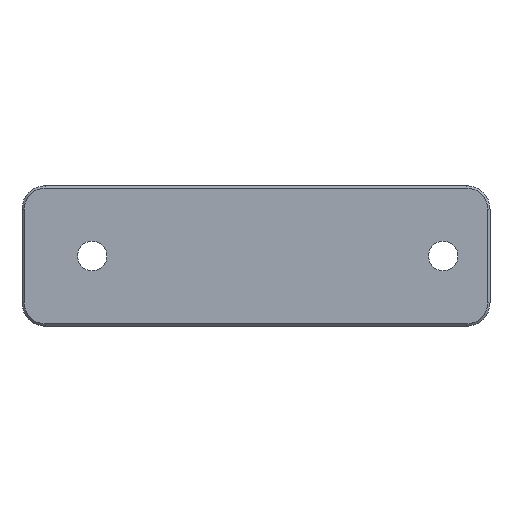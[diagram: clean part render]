
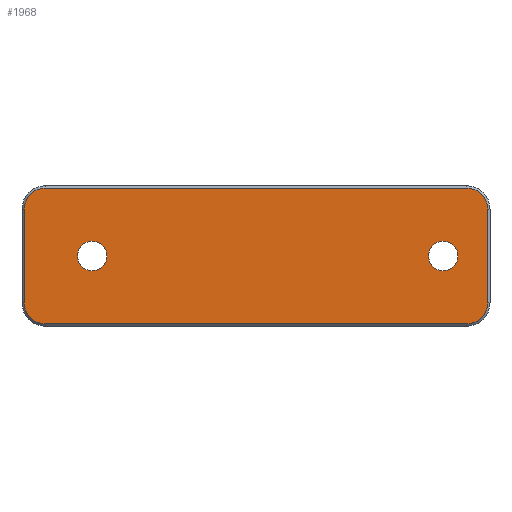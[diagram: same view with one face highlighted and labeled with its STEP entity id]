
A CAD part, left-side view. The second image highlights one B-rep face of the part: STEP entity #1968.
In plain terms, the highlighted planar face has unit normal (-1, 0, 0).
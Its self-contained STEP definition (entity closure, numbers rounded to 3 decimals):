
#47=AXIS2_PLACEMENT_3D('Circle Axis2P3D',#45,#46,$) ;
#73=AXIS2_PLACEMENT_3D('Circle Axis2P3D',#71,#72,$) ;
#413=AXIS2_PLACEMENT_3D('Circle Axis2P3D',#411,#412,$) ;
#439=AXIS2_PLACEMENT_3D('Circle Axis2P3D',#437,#438,$) ;
#1892=AXIS2_PLACEMENT_3D('Plane Axis2P3D',#1889,#1890,#1891) ;
#1896=AXIS2_PLACEMENT_3D('Circle Axis2P3D',#1894,#1895,$) ;
#1912=AXIS2_PLACEMENT_3D('Circle Axis2P3D',#1910,#1911,$) ;
#1926=AXIS2_PLACEMENT_3D('Circle Axis2P3D',#1924,#1925,$) ;
#1940=AXIS2_PLACEMENT_3D('Circle Axis2P3D',#1938,#1939,$) ;
#40=CARTESIAN_POINT('Vertex',(15.,31.85,215.)) ;
#45=CARTESIAN_POINT('Axis2P3D Location',(15.,35.,215.)) ;
#49=CARTESIAN_POINT('Vertex',(15.,38.15,215.)) ;
#71=CARTESIAN_POINT('Axis2P3D Location',(15.,35.,215.)) ;
#406=CARTESIAN_POINT('Vertex',(15.,-43.15,215.)) ;
#411=CARTESIAN_POINT('Axis2P3D Location',(15.,-40.,215.)) ;
#415=CARTESIAN_POINT('Vertex',(15.,-36.85,215.)) ;
#437=CARTESIAN_POINT('Axis2P3D Location',(15.,-40.,215.)) ;
#1889=CARTESIAN_POINT('Axis2P3D Location',(15.,0.,0.)) ;
#1894=CARTESIAN_POINT('Axis2P3D Location',(15.,-45.,225.)) ;
#1898=CARTESIAN_POINT('Vertex',(15.,-45.,229.5)) ;
#1900=CARTESIAN_POINT('Vertex',(15.,-49.5,225.)) ;
#1903=CARTESIAN_POINT('Line Origine',(15.,0.,229.5)) ;
#1907=CARTESIAN_POINT('Vertex',(15.,45.,229.5)) ;
#1910=CARTESIAN_POINT('Axis2P3D Location',(15.,45.,225.)) ;
#1914=CARTESIAN_POINT('Vertex',(15.,49.5,225.)) ;
#1917=CARTESIAN_POINT('Line Origine',(15.,49.5,215.)) ;
#1921=CARTESIAN_POINT('Vertex',(15.,49.5,205.)) ;
#1924=CARTESIAN_POINT('Axis2P3D Location',(15.,45.,205.)) ;
#1928=CARTESIAN_POINT('Vertex',(15.,45.,200.5)) ;
#1931=CARTESIAN_POINT('Line Origine',(15.,0.,200.5)) ;
#1935=CARTESIAN_POINT('Vertex',(15.,-45.,200.5)) ;
#1938=CARTESIAN_POINT('Axis2P3D Location',(15.,-45.,205.)) ;
#1942=CARTESIAN_POINT('Vertex',(15.,-49.5,205.)) ;
#1945=CARTESIAN_POINT('Line Origine',(15.,-49.5,215.)) ;
#46=DIRECTION('Axis2P3D Direction',(-1.,0.,0.)) ;
#72=DIRECTION('Axis2P3D Direction',(-1.,0.,0.)) ;
#412=DIRECTION('Axis2P3D Direction',(-1.,0.,0.)) ;
#438=DIRECTION('Axis2P3D Direction',(-1.,0.,0.)) ;
#1890=DIRECTION('Axis2P3D Direction',(-1.,0.,0.)) ;
#1891=DIRECTION('Axis2P3D XDirection',(0.,-1.,0.)) ;
#1895=DIRECTION('Axis2P3D Direction',(-1.,0.,0.)) ;
#1904=DIRECTION('Vector Direction',(0.,-1.,0.)) ;
#1911=DIRECTION('Axis2P3D Direction',(-1.,0.,0.)) ;
#1918=DIRECTION('Vector Direction',(0.,0.,1.)) ;
#1925=DIRECTION('Axis2P3D Direction',(-1.,0.,0.)) ;
#1932=DIRECTION('Vector Direction',(0.,1.,0.)) ;
#1939=DIRECTION('Axis2P3D Direction',(-1.,0.,0.)) ;
#1946=DIRECTION('Vector Direction',(0.,0.,-1.)) ;
#1905=VECTOR('Line Direction',#1904,1.) ;
#1919=VECTOR('Line Direction',#1918,1.) ;
#1933=VECTOR('Line Direction',#1932,1.) ;
#1947=VECTOR('Line Direction',#1946,1.) ;
#1951=ORIENTED_EDGE('',*,*,#1902,.F.) ;
#1952=ORIENTED_EDGE('',*,*,#1909,.F.) ;
#1953=ORIENTED_EDGE('',*,*,#1916,.F.) ;
#1954=ORIENTED_EDGE('',*,*,#1923,.F.) ;
#1955=ORIENTED_EDGE('',*,*,#1930,.F.) ;
#1956=ORIENTED_EDGE('',*,*,#1937,.F.) ;
#1957=ORIENTED_EDGE('',*,*,#1944,.F.) ;
#1958=ORIENTED_EDGE('',*,*,#1949,.F.) ;
#1961=ORIENTED_EDGE('',*,*,#75,.F.) ;
#1962=ORIENTED_EDGE('',*,*,#51,.F.) ;
#1965=ORIENTED_EDGE('',*,*,#441,.F.) ;
#1966=ORIENTED_EDGE('',*,*,#417,.F.) ;
#1963=FACE_BOUND('',#1960,.T.) ;
#1967=FACE_BOUND('',#1964,.T.) ;
#1968=ADVANCED_FACE('\X2\96F64EF651E04F554F53\X0\',(#1959,#1963,#1967),#1893,.T.) ;
#48=CIRCLE('generated circle',#47,3.15) ;
#74=CIRCLE('generated circle',#73,3.15) ;
#414=CIRCLE('generated circle',#413,3.15) ;
#440=CIRCLE('generated circle',#439,3.15) ;
#1897=CIRCLE('generated circle',#1896,4.5) ;
#1913=CIRCLE('generated circle',#1912,4.5) ;
#1927=CIRCLE('generated circle',#1926,4.5) ;
#1941=CIRCLE('generated circle',#1940,4.5) ;
#51=EDGE_CURVE('',#41,#50,#48,.T.) ;
#75=EDGE_CURVE('',#50,#41,#74,.T.) ;
#417=EDGE_CURVE('',#407,#416,#414,.T.) ;
#441=EDGE_CURVE('',#416,#407,#440,.T.) ;
#1902=EDGE_CURVE('',#1899,#1901,#1897,.F.) ;
#1909=EDGE_CURVE('',#1908,#1899,#1906,.T.) ;
#1916=EDGE_CURVE('',#1915,#1908,#1913,.F.) ;
#1923=EDGE_CURVE('',#1922,#1915,#1920,.T.) ;
#1930=EDGE_CURVE('',#1929,#1922,#1927,.F.) ;
#1937=EDGE_CURVE('',#1936,#1929,#1934,.T.) ;
#1944=EDGE_CURVE('',#1943,#1936,#1941,.F.) ;
#1949=EDGE_CURVE('',#1901,#1943,#1948,.T.) ;
#1950=EDGE_LOOP('',(#1951,#1952,#1953,#1954,#1955,#1956,#1957,#1958)) ;
#1960=EDGE_LOOP('',(#1961,#1962)) ;
#1964=EDGE_LOOP('',(#1965,#1966)) ;
#1959=FACE_OUTER_BOUND('',#1950,.T.) ;
#1906=LINE('Line',#1903,#1905) ;
#1920=LINE('Line',#1917,#1919) ;
#1934=LINE('Line',#1931,#1933) ;
#1948=LINE('Line',#1945,#1947) ;
#1893=PLANE('',#1892) ;
#41=VERTEX_POINT('',#40) ;
#50=VERTEX_POINT('',#49) ;
#407=VERTEX_POINT('',#406) ;
#416=VERTEX_POINT('',#415) ;
#1899=VERTEX_POINT('',#1898) ;
#1901=VERTEX_POINT('',#1900) ;
#1908=VERTEX_POINT('',#1907) ;
#1915=VERTEX_POINT('',#1914) ;
#1922=VERTEX_POINT('',#1921) ;
#1929=VERTEX_POINT('',#1928) ;
#1936=VERTEX_POINT('',#1935) ;
#1943=VERTEX_POINT('',#1942) ;
